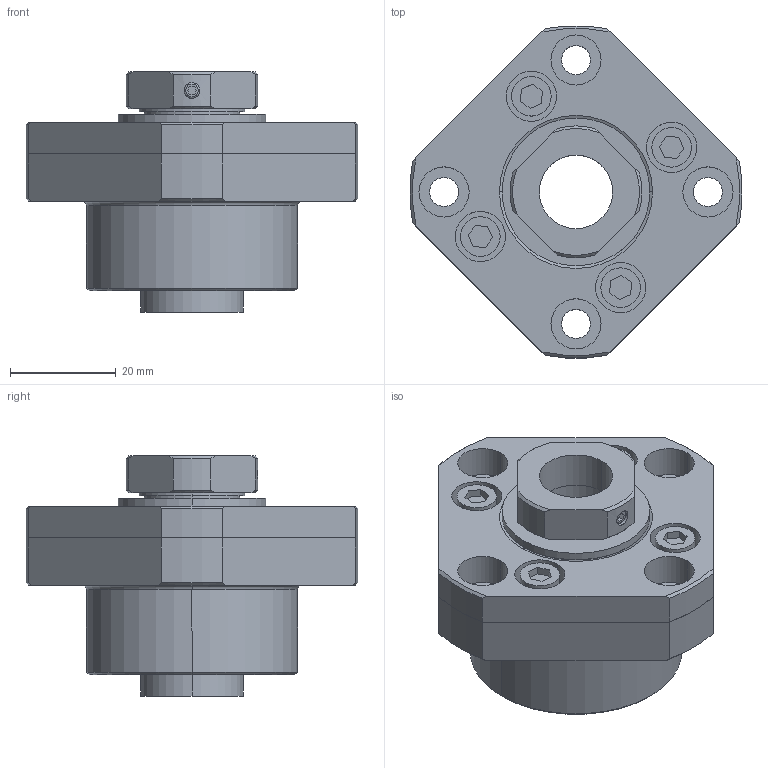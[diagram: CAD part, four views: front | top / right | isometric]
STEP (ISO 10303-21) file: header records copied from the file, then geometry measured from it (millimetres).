
FILE_DESCRIPTION (( 'STEP AP203' ), '1' );
FILE_NAME ('FK_15Yes_FS.STEP', '2017-12-25T02:20:26', ( '' ), ( '' ), 'SwSTEP 2.0', 'SolidWorks 2018', '' );
FILE_SCHEMA (( 'CONFIG_CONTROL_DESIGN' ));
Length unit declared in the file: millimetre
Products named in the file (3): _FK_15_FS_1_2; _FK_15collar_4; FK_15Yes_FS
Assembly tree (2 placements, depth 2):
  FK_15Yes_FS
    _FK_15_FS_1_2
    _FK_15collar_4
Bounding box: 62.88 x 62.88 x 45.5 mm (x, y, z)
Volume: 54544.4 mm3; surface area: 16668.9 mm2
Topology: 2 solids, 2 shells, 183 faces, 435 edges, 287 vertices
Faces by surface type: plane 81, cylinder 76, cone 22, torus 4
Entity records: 5811 total; most frequent: CARTESIAN_POINT 1269, DIRECTION 882, ORIENTED_EDGE 870, EDGE_CURVE 435, AXIS2_PLACEMENT_3D 364, VERTEX_POINT 287, EDGE_LOOP 226, ADVANCED_FACE 183
